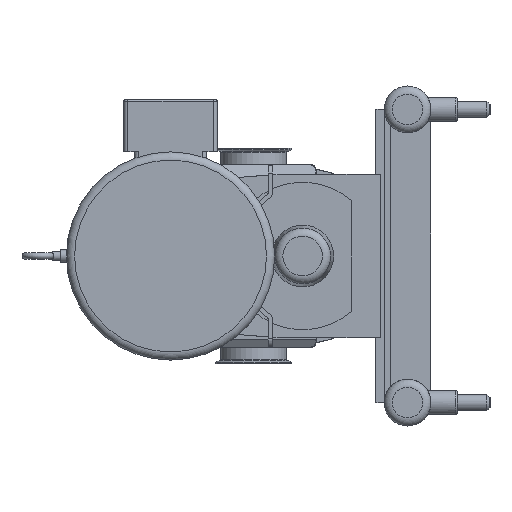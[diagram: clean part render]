
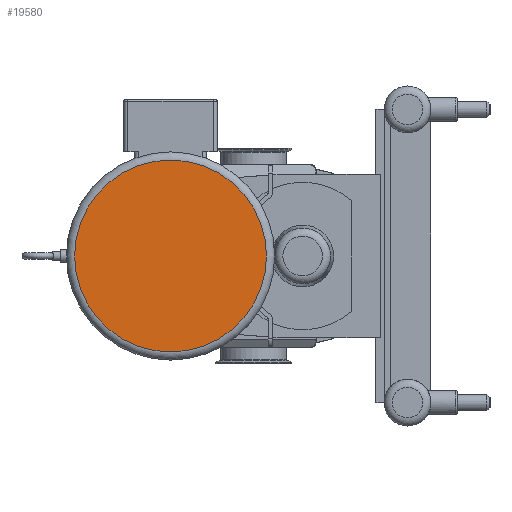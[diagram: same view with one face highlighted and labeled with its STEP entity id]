
A CAD part, left-side view. The second image highlights one B-rep face of the part: STEP entity #19580.
In plain terms, the highlighted planar face has unit normal (-1, 0, 0).
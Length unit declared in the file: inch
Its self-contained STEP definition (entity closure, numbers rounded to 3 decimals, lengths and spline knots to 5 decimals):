
#1356=PLANE('',#21570);
#5635=FACE_OUTER_BOUND('',#6832,.T.);
#6832=EDGE_LOOP('',(#17893,#17894));
#7801=CIRCLE('',#21571,5.89);
#7802=CIRCLE('',#21572,5.89);
#9641=VERTEX_POINT('',#38375);
#9642=VERTEX_POINT('',#38376);
#12442=EDGE_CURVE('',#9641,#9642,#7801,.T.);
#12443=EDGE_CURVE('',#9642,#9641,#7802,.T.);
#17893=ORIENTED_EDGE('',*,*,#12442,.F.);
#17894=ORIENTED_EDGE('',*,*,#12443,.F.);
#19580=ADVANCED_FACE('',(#5635),#1356,.T.);
#21570=AXIS2_PLACEMENT_3D('',#38374,#26909,#26910);
#21571=AXIS2_PLACEMENT_3D('',#38377,#26911,#26912);
#21572=AXIS2_PLACEMENT_3D('',#38378,#26913,#26914);
#26909=DIRECTION('center_axis',(-1.,0.,0.));
#26910=DIRECTION('ref_axis',(0.,1.,0.));
#26911=DIRECTION('center_axis',(1.,0.,0.));
#26912=DIRECTION('ref_axis',(0.,0.,
1.));
#26913=DIRECTION('center_axis',(1.,0.,0.));
#26914=DIRECTION('ref_axis',(0.,0.,
1.));
#38374=CARTESIAN_POINT('Origin',(-56.097,5.11,-6.39));
#38375=CARTESIAN_POINT('',(-56.097,5.11,-5.89));
#38376=CARTESIAN_POINT('',(-56.097,11.,0.));
#38377=CARTESIAN_POINT('Origin',(-56.097,5.11,0.));
#38378=CARTESIAN_POINT('Origin',(-56.097,5.11,0.));
